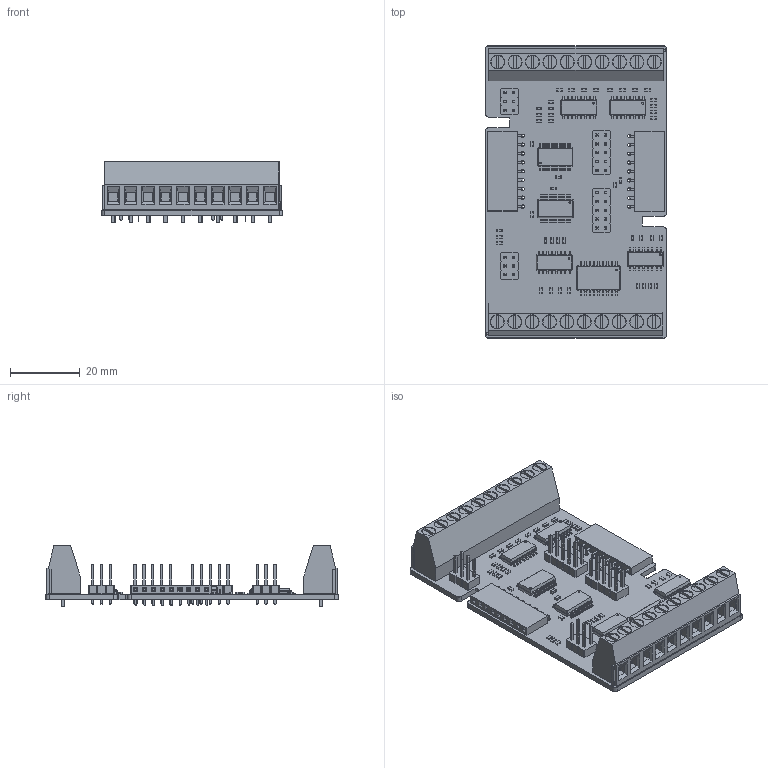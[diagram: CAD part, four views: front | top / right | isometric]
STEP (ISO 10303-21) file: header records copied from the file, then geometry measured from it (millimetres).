
FILE_DESCRIPTION(('KiCad electronic assembly'),'2;1');
FILE_NAME('Trebuchet-V1.step','2025-01-25T14:51:13',('Pcbnew'),('Kicad') ,'Open CASCADE STEP processor 7.7','KiCad to STEP converter','Unknown' );
FILE_SCHEMA(('AUTOMOTIVE_DESIGN { 1 0 10303 214 1 1 1 1 }'));
Length unit declared in the file: millimetre
Products named in the file (20): Trebuchet-V1 1; R_0603_1608Metric; PinHeader_2x03_P2.54mm_Vertical; PinHeader_2x03_P254mm_Vertical; C_0603_1608Metric; SOP-18_7.0x12.5mm_P1.27mm; SOP_18_70x125mm_P127mm; SOP-16_4.4x10.4mm_P1.27mm; SOP_16_44x104mm_P127mm; PinSocket_1x09_P2.54mm_Horizontal; PinSocket_1x09_P254mm_Horizontal; PinHeader_2x05_P2.54mm_Vertical; PinHeader_2x05_P254mm_Vertical; SSOP-28_5.3x10.2mm_P0.65mm; SSOP_28_53x102mm_P065mm; TerminalBlock_Phoenix_MKDS-1,5-10_1x10_P5.00mm_Horizontal; TerminalBlock_Phoenix_MKDS_15_10_1x10_P500mm_Horizontal; Trebuchet-V1_PCB
Assembly tree (69 placements, depth 3):
  Trebuchet-V1 1
    R_0603_1608Metric  x42
      R_0603_1608Metric
    PinHeader_2x03_P2.54mm_Vertical  x2
      PinHeader_2x03_P254mm_Vertical
    C_0603_1608Metric  x2
      C_0603_1608Metric
    SOP-18_7.0x12.5mm_P1.27mm
      SOP_18_70x125mm_P127mm
    SOP-16_4.4x10.4mm_P1.27mm  x4
      SOP_16_44x104mm_P127mm
    PinSocket_1x09_P2.54mm_Horizontal  x2
      PinSocket_1x09_P254mm_Horizontal
    PinHeader_2x05_P2.54mm_Vertical  x2
      PinHeader_2x05_P254mm_Vertical
    SSOP-28_5.3x10.2mm_P0.65mm  x2
      SSOP_28_53x102mm_P065mm
    TerminalBlock_Phoenix_MKDS-1,5-10_1x10_P5.00mm_Horizontal  x2
      TerminalBlock_Phoenix_MKDS_15_10_1x10_P500mm_Horizontal
    Trebuchet-V1_PCB
Bounding box: 52 x 84 x 17.3 mm (x, y, z)
Volume: 19096.8 mm3; surface area: 25488.1 mm2
Topology: 60 solids, 60 shells, 5658 faces, 14651 edges, 9282 vertices
Faces by surface type: plane 4195, cylinder 1077, bspline 386
Full cylindrical faces by diameter (mm): 0.4 x1, 0.5 x6, 1 x50, 1.3 x20, 3.8 x20, 4 x20
Entity records: 82716 total; most frequent: CARTESIAN_POINT 12396, ORIENTED_EDGE 11564, DIRECTION 10848, EDGE_CURVE 5782, LINE 4704, VECTOR 4704, VERTEX_POINT 3652, AXIS2_PLACEMENT_3D 3072
